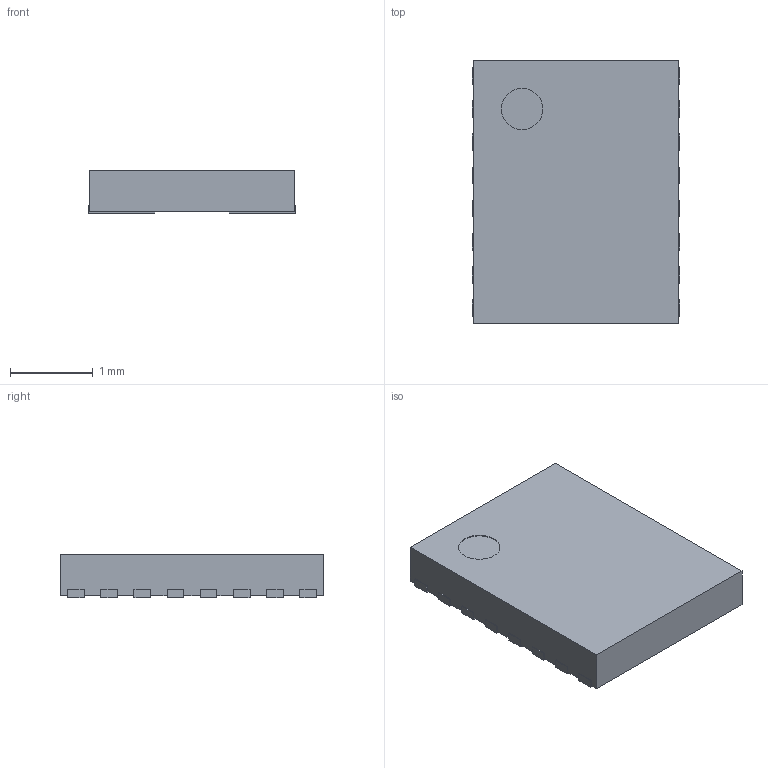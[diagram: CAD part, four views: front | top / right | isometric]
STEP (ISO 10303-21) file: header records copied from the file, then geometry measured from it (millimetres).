
FILE_DESCRIPTION(/* description */ ('model of NXP_XSON-16'),/* implementation_level */ '2;1');
FILE_NAME(/* name */ 'NXP_XSON-16.step',/* time_stamp */ '2017-06-05T21:23:28',/* author */ ('kicad StepUp','ksu'),/* organization */ ('FreeCAD'),/* preprocessor_version */ 'OCC',/* originating_system */ 'kicad StepUp',/* authorisation */ '');
FILE_SCHEMA(('AUTOMOTIVE_DESIGN_CC2 { 1 2 10303 214 -1 1 5 4 }'));
Length unit declared in the file: millimetre
Products named in the file (2): ASSEMBLY; NXP_XSON_16
Assembly tree (1 placements, depth 2):
  ASSEMBLY
    NXP_XSON_16
Bounding box: 2.5 x 3.18 x 0.52 mm (x, y, z)
Volume: 4 mm3; surface area: 22.2 mm2
Topology: 1 solids, 1 shells, 104 faces, 303 edges, 202 vertices
Faces by surface type: plane 103, cylinder 1
Full cylindrical faces by diameter (mm): 0.5 x1
Entity records: 4129 total; most frequent: CARTESIAN_POINT 611, ORIENTED_EDGE 606, DIRECTION 517, EDGE_CURVE 303, LINE 301, VECTOR 301, VERTEX_POINT 202, AXIS2_PLACEMENT_3D 108
